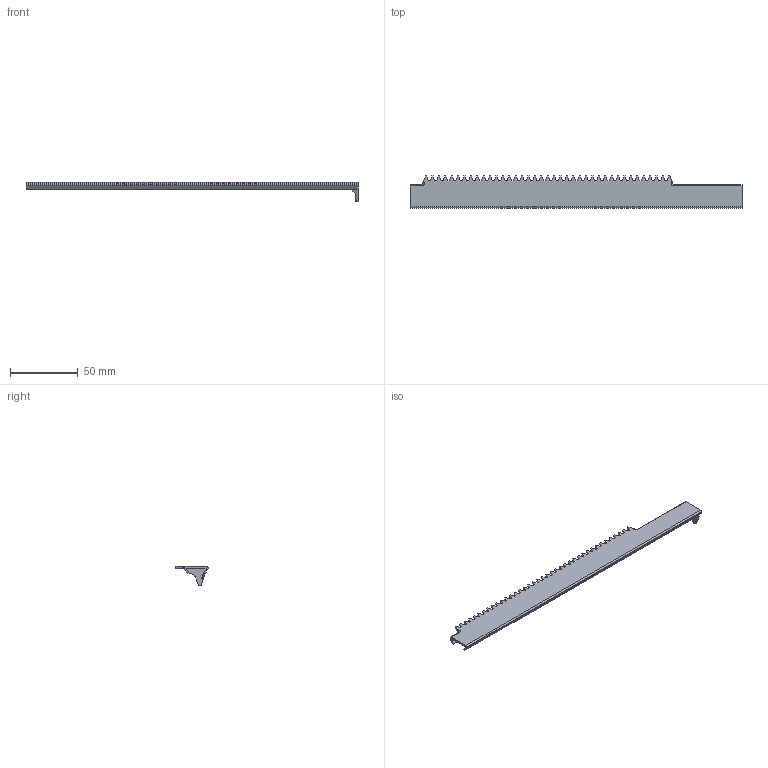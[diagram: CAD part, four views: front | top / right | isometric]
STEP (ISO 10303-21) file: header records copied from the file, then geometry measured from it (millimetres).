
FILE_DESCRIPTION(/* description */ ('Unknown'),/* implementation_level */ '2;1');
FILE_NAME(/* name */ 'OzubenyHrebenMinutovy',/* time_stamp */ '2021-05-06T17:36:49+02:00',/* author */ ('Unknown'),/* organization */ ('Unknown'),/* preprocessor_version */ 'ST-DEVELOPER v16.7',/* originating_system */ 'Solid Edge',/* authorisation */ 'Unknown');
FILE_SCHEMA (('AUTOMOTIVE_DESIGN {1 0 10303 214 3 1 1}'));
Length unit declared in the file: millimetre
Products named in the file (1): OzubenyHrebenMinutovy
Bounding box: 244.5 x 23.62 x 14 mm (x, y, z)
Volume: 10203.4 mm3; surface area: 15281.8 mm2
Topology: 1 solids, 1 shells, 268 faces, 794 edges, 528 vertices
Faces by surface type: plane 178, cylinder 88, torus 2
Entity records: 8983 total; most frequent: CARTESIAN_POINT 1607, ORIENTED_EDGE 1588, DIRECTION 1507, EDGE_CURVE 794, LINE 611, VECTOR 611, VERTEX_POINT 528, AXIS2_PLACEMENT_3D 448
